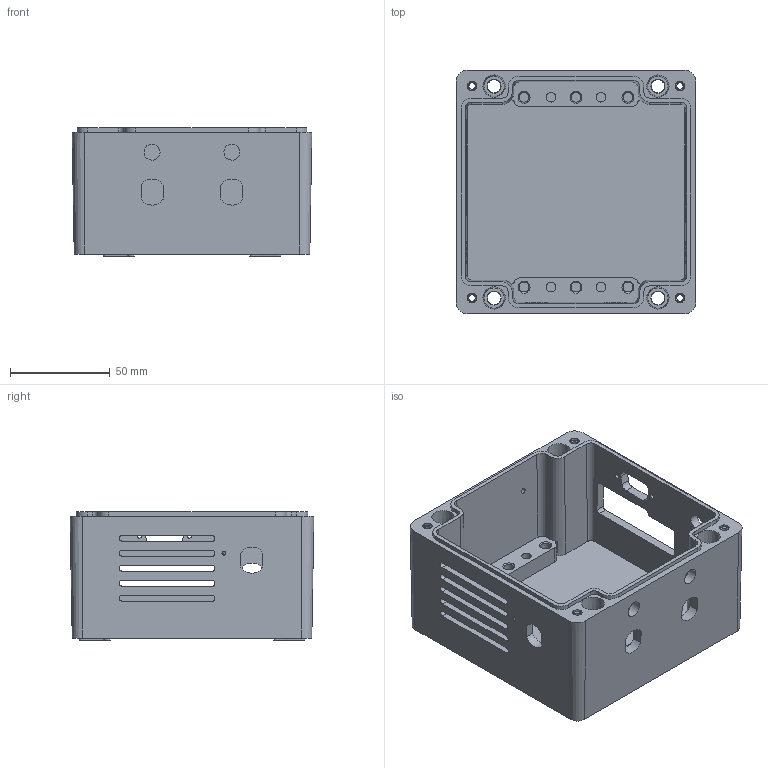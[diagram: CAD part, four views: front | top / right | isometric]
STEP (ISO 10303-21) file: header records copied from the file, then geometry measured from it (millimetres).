
FILE_DESCRIPTION(('FreeCAD Model'),'2;1');
FILE_NAME('Box_with_Vents_Mod.step','2020-01-07T10:45:04',('Author'),(''), 'Open CASCADE STEP processor 7.3','FreeCAD','Unknown');
FILE_SCHEMA(('AUTOMOTIVE_DESIGN { 1 0 10303 214 1 1 1 1 }'));
Length unit declared in the file: millimetre
Products named in the file (1): Box_open
Bounding box: 120 x 122 x 64.1 mm (x, y, z)
Volume: 217391.2 mm3; surface area: 94670.3 mm2
Topology: 1 solids, 1 shells, 246 faces, 633 edges, 417 vertices
Faces by surface type: plane 110, cylinder 80, cone 56
Full cylindrical faces by diameter (mm): 2 x1, 2.21 x2, 2.5 x4, 3.242 x4, 4.8 x4, 4.917 x6, 8 x3
Entity records: 7889 total; most frequent: CARTESIAN_POINT 1615, DIRECTION 1330, ORIENTED_EDGE 1262, EDGE_CURVE 631, AXIS2_PLACEMENT_3D 504, VERTEX_POINT 417, FACE_BOUND 330, EDGE_LOOP 330
